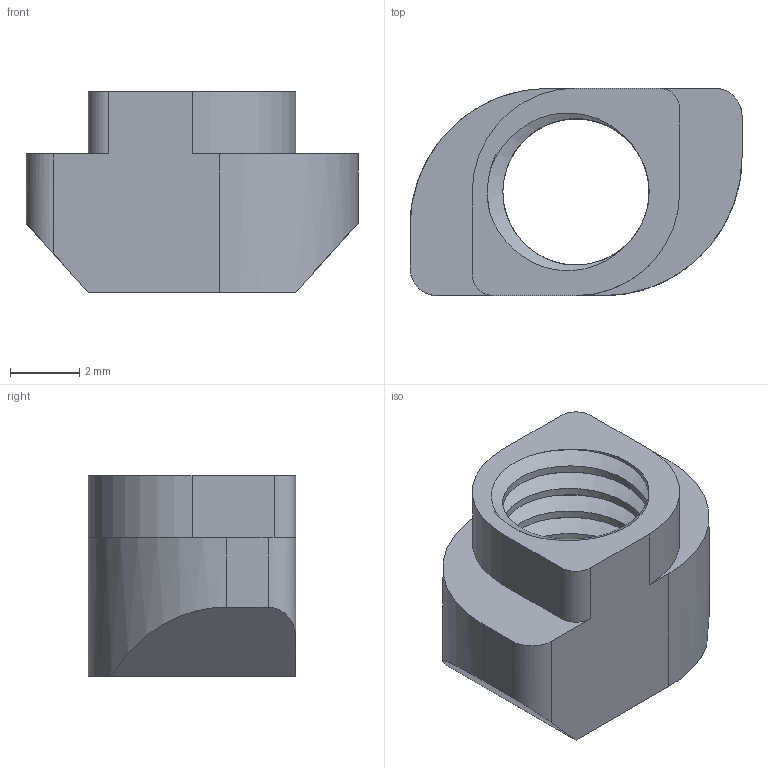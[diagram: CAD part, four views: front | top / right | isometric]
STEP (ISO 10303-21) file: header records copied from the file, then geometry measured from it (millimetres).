
FILE_DESCRIPTION(/* description */ (''),/* implementation_level */ '2;1');
FILE_NAME(/* name */ 'M5_T_Slot assm v2.step',/* time_stamp */ '2021-10-04T12:42:32+08:00',/* author */ (''),/* organization */ (''),/* preprocessor_version */ 'ST-DEVELOPER v18.1',/* originating_system */ 'Autodesk Translation Framework v10.10.0.1391',/* authorisation */ '');
FILE_SCHEMA (('AUTOMOTIVE_DESIGN { 1 0 10303 214 3 1 1 }'));
Length unit declared in the file: millimetre
Products named in the file (1): M5_T_Slot assm
Bounding box: 9.6 x 6 x 5.8 mm (x, y, z)
Volume: 149.3 mm3; surface area: 339 mm2
Topology: 1 solids, 1 shells, 39 faces, 111 edges, 74 vertices
Faces by surface type: cylinder 25, plane 12, bspline 2
Full cylindrical faces by diameter (mm): 4.234 x2, 5.12 x2
Entity records: 2446 total; most frequent: CARTESIAN_POINT 1450, ORIENTED_EDGE 222, DIRECTION 173, EDGE_CURVE 111, VERTEX_POINT 74, AXIS2_PLACEMENT_3D 61, LINE 51, VECTOR 51
